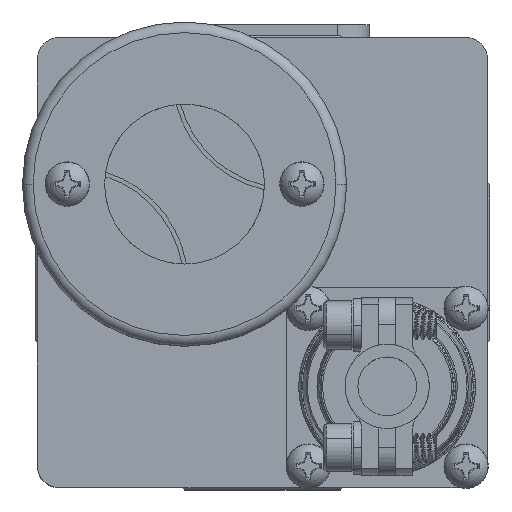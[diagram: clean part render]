
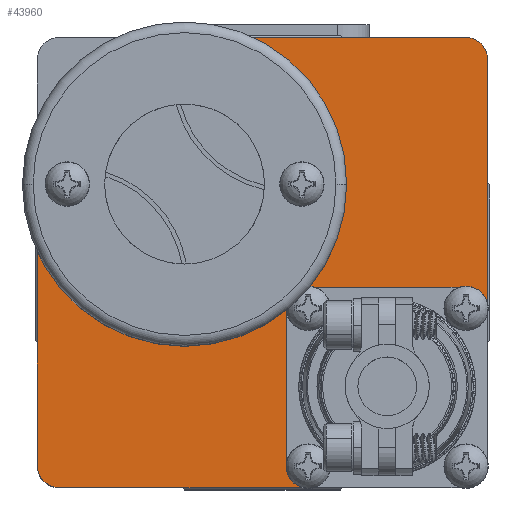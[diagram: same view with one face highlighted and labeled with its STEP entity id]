
A CAD part, top view. The second image highlights one B-rep face of the part: STEP entity #43960.
In plain terms, the highlighted planar face has unit normal (0, 0, 1).
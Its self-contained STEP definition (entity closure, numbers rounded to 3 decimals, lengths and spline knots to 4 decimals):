
#593 = VECTOR ( 'NONE', #183522, 39.3701 ) ;
#1248 = DIRECTION ( 'NONE',  ( -1., 0., 0. ) ) ;
#2218 = DIRECTION ( 'NONE',  ( 0., 1., 0. ) ) ;
#3844 = VERTEX_POINT ( 'NONE', #206314 ) ;
#5865 = DIRECTION ( 'NONE',  ( 0., 0., -1. ) ) ;
#6537 = VERTEX_POINT ( 'NONE', #274307 ) ;
#9159 = DIRECTION ( 'NONE',  ( 0., 0., -1. ) ) ;
#10649 = EDGE_CURVE ( 'NONE', #261419, #282668, #203864, .T. ) ;
#13698 = AXIS2_PLACEMENT_3D ( 'NONE', #142324, #5865, #232727 ) ;
#26146 = CARTESIAN_POINT ( 'NONE',  ( 0.955, -0.215, 1.045 ) ) ;
#30774 = CARTESIAN_POINT ( 'NONE',  ( 0.115, -0.115, 1.045 ) ) ;
#35442 = EDGE_CURVE ( 'NONE', #140903, #104727, #126384, .T. ) ;
#37840 = EDGE_CURVE ( 'NONE', #164927, #79560, #169250, .T. ) ;
#40641 = DIRECTION ( 'NONE',  ( 0., 0., 1. ) ) ;
#41819 = DIRECTION ( 'NONE',  ( -1., 0., 0. ) ) ;
#42869 = EDGE_CURVE ( 'NONE', #275559, #6537, #103729, .T. ) ;
#43960 = ADVANCED_FACE ( 'NONE', ( #283877 ), #101606, .F. ) ;
#44343 = EDGE_CURVE ( 'NONE', #3844, #73654, #99055, .T. ) ;
#48368 = DIRECTION ( 'NONE',  ( 0., 0., -1. ) ) ;
#58473 = DIRECTION ( 'NONE',  ( 0., 0., -1. ) ) ;
#58692 = EDGE_CURVE ( 'NONE', #282668, #264075, #175378, .T. ) ;
#60416 = AXIS2_PLACEMENT_3D ( 'NONE', #158451, #156990, #1248 ) ;
#63564 = CARTESIAN_POINT ( 'NONE',  ( -0.955, -1.055, 1.045 ) ) ;
#64751 = CARTESIAN_POINT ( 'NONE',  ( -1.055, 0.365, 1.045 ) ) ;
#65801 = VECTOR ( 'NONE', #97938, 39.3701 ) ;
#69439 = CARTESIAN_POINT ( 'NONE',  ( -0.365, 0.365, 1.045 ) ) ;
#69727 = VECTOR ( 'NONE', #233934, 39.3701 ) ;
#71979 = DIRECTION ( 'NONE',  ( 1., 0., 0. ) ) ;
#73654 = VERTEX_POINT ( 'NONE', #219165 ) ;
#77385 = DIRECTION ( 'NONE',  ( -1., 0., 0. ) ) ;
#79560 = VERTEX_POINT ( 'NONE', #63564 ) ;
#81907 = ORIENTED_EDGE ( 'NONE', *, *, #35442, .T. ) ;
#82172 = CARTESIAN_POINT ( 'NONE',  ( -1.055, -1.055, 1.045 ) ) ;
#86260 = ORIENTED_EDGE ( 'NONE', *, *, #44343, .T. ) ;
#92948 = DIRECTION ( 'NONE',  ( -1., 0., 0. ) ) ;
#93300 = CARTESIAN_POINT ( 'NONE',  ( 0.215, -0.115, 1.045 ) ) ;
#97938 = DIRECTION ( 'NONE',  ( -1., 0., 0. ) ) ;
#98367 = VECTOR ( 'NONE', #2218, 39.3701 ) ;
#98605 = LINE ( 'NONE', #82172, #188750 ) ;
#99055 = CIRCLE ( 'NONE', #13698, 0.1 ) ;
#99937 = CIRCLE ( 'NONE', #109253, 0.1 ) ;
#101606 = PLANE ( 'NONE',  #226834 ) ;
#102921 = CARTESIAN_POINT ( 'NONE',  ( 1.055, -0.215, 1.045 ) ) ;
#103729 = CIRCLE ( 'NONE', #184072, 0.69 ) ;
#104727 = VERTEX_POINT ( 'NONE', #93300 ) ;
#107780 = ORIENTED_EDGE ( 'NONE', *, *, #173673, .T. ) ;
#109253 = AXIS2_PLACEMENT_3D ( 'NONE', #26146, #48368, #92948 ) ;
#112694 = EDGE_LOOP ( 'NONE', ( #155688, #86260, #168072, #81907, #237629, #107780, #151065, #135752, #157878, #129327, #237173, #122598, #116587 ) ) ;
#116166 = EDGE_CURVE ( 'NONE', #140903, #73654, #143534, .T. ) ;
#116587 = ORIENTED_EDGE ( 'NONE', *, *, #37840, .T. ) ;
#117459 = VERTEX_POINT ( 'NONE', #290965 ) ;
#117638 = AXIS2_PLACEMENT_3D ( 'NONE', #69439, #40641, #131100 ) ;
#117830 = CARTESIAN_POINT ( 'NONE',  ( 1.055, 0.955, 1.045 ) ) ;
#120309 = EDGE_CURVE ( 'NONE', #220293, #275559, #169555, .T. ) ;
#122598 = ORIENTED_EDGE ( 'NONE', *, *, #165161, .T. ) ;
#126384 = CIRCLE ( 'NONE', #202036, 0.1 ) ;
#126752 = DIRECTION ( 'NONE',  ( 0., -1., 0. ) ) ;
#129327 = ORIENTED_EDGE ( 'NONE', *, *, #42869, .F. ) ;
#130926 = LINE ( 'NONE', #173909, #242535 ) ;
#131100 = DIRECTION ( 'NONE',  ( 1., 0., 0. ) ) ;
#135752 = ORIENTED_EDGE ( 'NONE', *, *, #58692, .T. ) ;
#140903 = VERTEX_POINT ( 'NONE', #264686 ) ;
#142324 = CARTESIAN_POINT ( 'NONE',  ( 0.215, -0.955, 1.045 ) ) ;
#143534 = LINE ( 'NONE', #149307, #69727 ) ;
#149307 = CARTESIAN_POINT ( 'NONE',  ( 0.115, -1.055, 1.045 ) ) ;
#151065 = ORIENTED_EDGE ( 'NONE', *, *, #10649, .T. ) ;
#154487 = CARTESIAN_POINT ( 'NONE',  ( 0.955, 0.955, 1.045 ) ) ;
#155688 = ORIENTED_EDGE ( 'NONE', *, *, #178427, .T. ) ;
#156990 = DIRECTION ( 'NONE',  ( 0., 0., 1. ) ) ;
#157878 = ORIENTED_EDGE ( 'NONE', *, *, #165852, .T. ) ;
#158451 = CARTESIAN_POINT ( 'NONE',  ( -0.955, -0.955, 1.045 ) ) ;
#164652 = CARTESIAN_POINT ( 'NONE',  ( -1.055, 1.055, 1.045 ) ) ;
#164927 = VERTEX_POINT ( 'NONE', #257933 ) ;
#165161 = EDGE_CURVE ( 'NONE', #220293, #164927, #98605, .T. ) ;
#165852 = EDGE_CURVE ( 'NONE', #264075, #6537, #188270, .T. ) ;
#168072 = ORIENTED_EDGE ( 'NONE', *, *, #116166, .F. ) ;
#169250 = CIRCLE ( 'NONE', #60416, 0.1 ) ;
#169555 = CIRCLE ( 'NONE', #117638, 0.69 ) ;
#173673 = EDGE_CURVE ( 'NONE', #117459, #261419, #99937, .T. ) ;
#173909 = CARTESIAN_POINT ( 'NONE',  ( -1.055, -1.055, 1.045 ) ) ;
#175378 = CIRCLE ( 'NONE', #251189, 0.1 ) ;
#178427 = EDGE_CURVE ( 'NONE', #79560, #3844, #130926, .T. ) ;
#183522 = DIRECTION ( 'NONE',  ( -1., 0., 0. ) ) ;
#184072 = AXIS2_PLACEMENT_3D ( 'NONE', #234983, #254324, #71979 ) ;
#188270 = LINE ( 'NONE', #164652, #65801 ) ;
#188750 = VECTOR ( 'NONE', #261611, 39.3701 ) ;
#202036 = AXIS2_PLACEMENT_3D ( 'NONE', #215183, #9159, #77385 ) ;
#203864 = LINE ( 'NONE', #205319, #98367 ) ;
#205319 = CARTESIAN_POINT ( 'NONE',  ( 1.055, -1.055, 1.045 ) ) ;
#206314 = CARTESIAN_POINT ( 'NONE',  ( 0.215, -1.055, 1.045 ) ) ;
#215183 = CARTESIAN_POINT ( 'NONE',  ( 0.215, -0.215, 1.045 ) ) ;
#219165 = CARTESIAN_POINT ( 'NONE',  ( 0.115, -0.955, 1.045 ) ) ;
#219742 = DIRECTION ( 'NONE',  ( 0., 0., 1. ) ) ;
#220293 = VERTEX_POINT ( 'NONE', #64751 ) ;
#226834 = AXIS2_PLACEMENT_3D ( 'NONE', #239422, #58473, #126752 ) ;
#232727 = DIRECTION ( 'NONE',  ( -1., 0., 0. ) ) ;
#233934 = DIRECTION ( 'NONE',  ( 0., -1., 0. ) ) ;
#234983 = CARTESIAN_POINT ( 'NONE',  ( -0.365, 0.365, 1.045 ) ) ;
#237173 = ORIENTED_EDGE ( 'NONE', *, *, #120309, .F. ) ;
#237629 = ORIENTED_EDGE ( 'NONE', *, *, #277739, .F. ) ;
#239422 = CARTESIAN_POINT ( 'NONE',  ( 0., 0., 1.045 ) ) ;
#240684 = DIRECTION ( 'NONE',  ( 1., 0., 0. ) ) ;
#242535 = VECTOR ( 'NONE', #240684, 39.3701 ) ;
#248391 = CARTESIAN_POINT ( 'NONE',  ( 0.955, 1.055, 1.045 ) ) ;
#251189 = AXIS2_PLACEMENT_3D ( 'NONE', #154487, #219742, #41819 ) ;
#251794 = LINE ( 'NONE', #30774, #593 ) ;
#254324 = DIRECTION ( 'NONE',  ( 0., 0., 1. ) ) ;
#257933 = CARTESIAN_POINT ( 'NONE',  ( -1.055, -0.955, 1.045 ) ) ;
#261419 = VERTEX_POINT ( 'NONE', #102921 ) ;
#261611 = DIRECTION ( 'NONE',  ( 0., -1., 0. ) ) ;
#264075 = VERTEX_POINT ( 'NONE', #248391 ) ;
#264686 = CARTESIAN_POINT ( 'NONE',  ( 0.115, -0.215, 1.045 ) ) ;
#273665 = CARTESIAN_POINT ( 'NONE',  ( 0.325, 0.365, 1.045 ) ) ;
#274307 = CARTESIAN_POINT ( 'NONE',  ( -0.365, 1.055, 1.045 ) ) ;
#275559 = VERTEX_POINT ( 'NONE', #273665 ) ;
#277739 = EDGE_CURVE ( 'NONE', #117459, #104727, #251794, .T. ) ;
#282668 = VERTEX_POINT ( 'NONE', #117830 ) ;
#283877 = FACE_OUTER_BOUND ( 'NONE', #112694, .T. ) ;
#290965 = CARTESIAN_POINT ( 'NONE',  ( 0.955, -0.115, 1.045 ) ) ;
